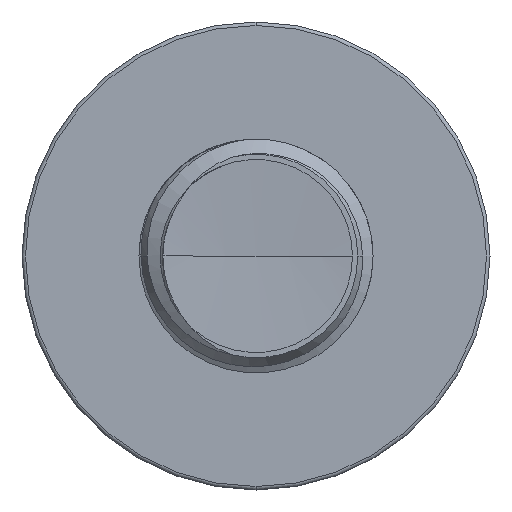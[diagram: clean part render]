
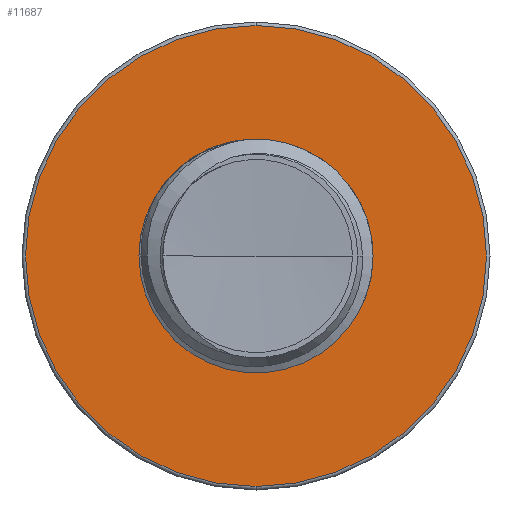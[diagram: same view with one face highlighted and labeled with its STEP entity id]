
A CAD part, front view. The second image highlights one B-rep face of the part: STEP entity #11687.
In plain terms, the highlighted planar face has unit normal (0, -1, 0).
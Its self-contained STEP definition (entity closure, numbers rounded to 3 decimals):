
#89 = FACE_OUTER_BOUND ( 'NONE', #1799, .T. ) ;
#1281 = VERTEX_POINT ( 'NONE', #8908 ) ;
#1416 = AXIS2_PLACEMENT_3D ( 'NONE', #7282, #7261, #7253 ) ;
#1505 = AXIS2_PLACEMENT_3D ( 'NONE', #3056, #3040, #3034 ) ;
#1799 = EDGE_LOOP ( 'NONE', ( #7935, #7658 ) ) ;
#2242 = EDGE_CURVE ( 'NONE', #11498, #1281, #12752, .T. ) ;
#2272 = AXIS2_PLACEMENT_3D ( 'NONE', #8854, #8842, #8816 ) ;
#3034 = DIRECTION ( 'NONE',  ( 0., 0., -1. ) ) ;
#3040 = DIRECTION ( 'NONE',  ( 0., -1., 0. ) ) ;
#3056 = CARTESIAN_POINT ( 'NONE',  ( 0., 6., 0. ) ) ;
#3699 = ORIENTED_EDGE ( 'NONE', *, *, #13476, .F. ) ;
#3918 = VERTEX_POINT ( 'NONE', #12705 ) ;
#4678 = AXIS2_PLACEMENT_3D ( 'NONE', #10538, #10520, #10500 ) ;
#4995 = CIRCLE ( 'NONE', #4678, 5.91 ) ;
#7253 = DIRECTION ( 'NONE',  ( 0., 0., -1. ) ) ;
#7261 = DIRECTION ( 'NONE',  ( 0., -1., 0. ) ) ;
#7282 = CARTESIAN_POINT ( 'NONE',  ( 0., 6., 0. ) ) ;
#7382 = EDGE_LOOP ( 'NONE', ( #3699, #14422 ) ) ;
#7658 = ORIENTED_EDGE ( 'NONE', *, *, #12799, .T. ) ;
#7935 = ORIENTED_EDGE ( 'NONE', *, *, #2242, .T. ) ;
#8816 = DIRECTION ( 'NONE',  ( 0., 0., -1. ) ) ;
#8842 = DIRECTION ( 'NONE',  ( 0., -1., 0. ) ) ;
#8854 = CARTESIAN_POINT ( 'NONE',  ( 0., 6., 0. ) ) ;
#8908 = CARTESIAN_POINT ( 'NONE',  ( 0., 6., 5.91 ) ) ;
#9853 = EDGE_CURVE ( 'NONE', #14198, #3918, #15987, .T. ) ;
#10500 = DIRECTION ( 'NONE',  ( 0., 0., -1. ) ) ;
#10520 = DIRECTION ( 'NONE',  ( 0., -1., 0. ) ) ;
#10538 = CARTESIAN_POINT ( 'NONE',  ( 0., 6., 0. ) ) ;
#10705 = FACE_BOUND ( 'NONE', #7382, .T. ) ;
#11498 = VERTEX_POINT ( 'NONE', #16004 ) ;
#11687 = ADVANCED_FACE ( 'NONE', ( #89, #10705 ), #14168, .T. ) ;
#11881 = AXIS2_PLACEMENT_3D ( 'NONE', #14156, #14134, #14095 ) ;
#12705 = CARTESIAN_POINT ( 'NONE',  ( 0., 6., -2.923 ) ) ;
#12752 = CIRCLE ( 'NONE', #2272, 5.91 ) ;
#12799 = EDGE_CURVE ( 'NONE', #1281, #11498, #4995, .T. ) ;
#13476 = EDGE_CURVE ( 'NONE', #3918, #14198, #15980, .T. ) ;
#14095 = DIRECTION ( 'NONE',  ( 0., 0., -1. ) ) ;
#14134 = DIRECTION ( 'NONE',  ( 0., -1., 0. ) ) ;
#14156 = CARTESIAN_POINT ( 'NONE',  ( 0., 6., 2.923 ) ) ;
#14168 = PLANE ( 'NONE',  #11881 ) ;
#14198 = VERTEX_POINT ( 'NONE', #15320 ) ;
#14422 = ORIENTED_EDGE ( 'NONE', *, *, #9853, .F. ) ;
#15320 = CARTESIAN_POINT ( 'NONE',  ( 0., 6., 2.923 ) ) ;
#15980 = CIRCLE ( 'NONE', #1416, 2.923 ) ;
#15987 = CIRCLE ( 'NONE', #1505, 2.923 ) ;
#16004 = CARTESIAN_POINT ( 'NONE',  ( 0., 6., -5.91 ) ) ;
